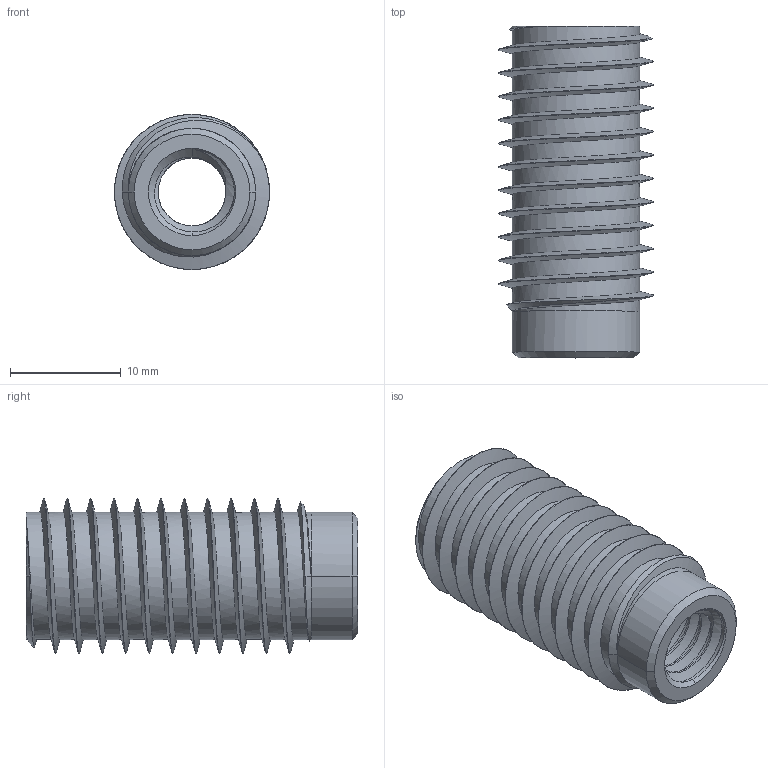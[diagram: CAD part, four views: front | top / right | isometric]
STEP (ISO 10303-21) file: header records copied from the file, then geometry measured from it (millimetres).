
FILE_DESCRIPTION (( 'STEP AP203' ), '1' );
FILE_NAME ('90192A134.STEP', '2018-04-17T14:39:30', ( '' ), ( '' ), 'SwSTEP 2.0', 'SolidWorks 2014', '' );
FILE_SCHEMA (( 'CONFIG_CONTROL_DESIGN' ));
Length unit declared in the file: inch
Products named in the file (1): 90192A134
Bounding box: 14.02 x 30 x 14.02 mm (x, y, z)
Volume: 2026.8 mm3; surface area: 3116.7 mm2
Topology: 1 solids, 1 shells, 88 faces, 235 edges, 150 vertices
Faces by surface type: cylinder 55, cone 18, plane 9, bspline 6
Entity records: 8716 total; most frequent: CARTESIAN_POINT 6823, ORIENTED_EDGE 470, DIRECTION 293, EDGE_CURVE 235, VERTEX_POINT 150, AXIS2_PLACEMENT_3D 109, EDGE_LOOP 91, ADVANCED_FACE 88
